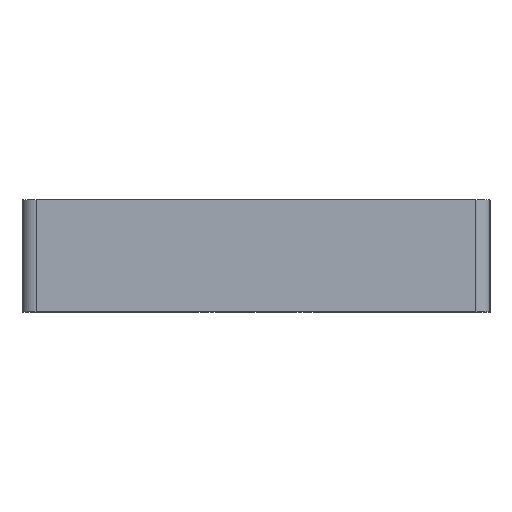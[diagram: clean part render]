
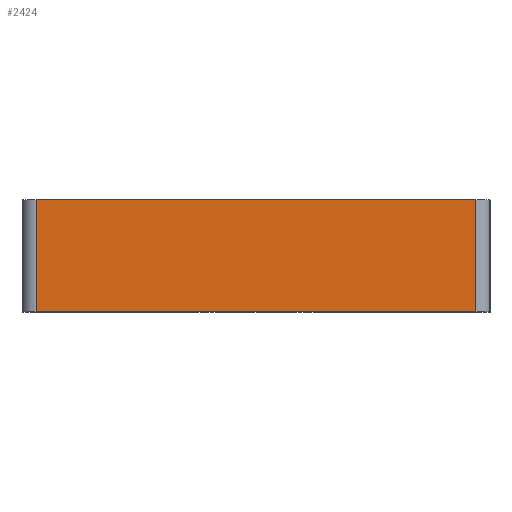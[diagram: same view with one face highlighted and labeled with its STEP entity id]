
A CAD part, top view. The second image highlights one B-rep face of the part: STEP entity #2424.
In plain terms, the highlighted planar face has unit normal (0, 0, 1).
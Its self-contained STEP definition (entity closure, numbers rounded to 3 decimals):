
#78=LINE('',#3098,#272);
#244=LINE('',#3576,#438);
#245=LINE('',#3580,#439);
#246=LINE('',#3582,#440);
#272=VECTOR('',#2614,1000.);
#438=VECTOR('',#2992,1000.);
#439=VECTOR('',#2997,1000.);
#440=VECTOR('',#2998,1000.);
#881=ORIENTED_EDGE('',*,*,#1203,.F.);
#882=ORIENTED_EDGE('',*,*,#1205,.T.);
#883=ORIENTED_EDGE('',*,*,#1206,.F.);
#884=ORIENTED_EDGE('',*,*,#990,.F.);
#990=EDGE_CURVE('',#1248,#1249,#78,.T.);
#1203=EDGE_CURVE('',#1391,#1248,#244,.T.);
#1205=EDGE_CURVE('',#1391,#1392,#245,.T.);
#1206=EDGE_CURVE('',#1249,#1392,#246,.F.);
#1248=VERTEX_POINT('',#3097);
#1249=VERTEX_POINT('',#3099);
#1391=VERTEX_POINT('',#3577);
#1392=VERTEX_POINT('',#3581);
#1530=EDGE_LOOP('',(#881,#882,#883,#884));
#1626=FACE_BOUND('',#1530,.T.);
#1695=PLANE('',#2561);
#2424=ADVANCED_FACE('',(#1626),#1695,.F.);
#2561=AXIS2_PLACEMENT_3D('',#3579,#2995,#2996);
#2614=DIRECTION('',(1.,0.,0.));
#2992=DIRECTION('',(0.,1.,0.));
#2995=DIRECTION('',(0.,0.,-1.));
#2996=DIRECTION('',(-1.,0.,0.));
#2997=DIRECTION('',(1.,0.,0.));
#2998=DIRECTION('',(0.,1.,0.));
#3097=CARTESIAN_POINT('',(-7.006,4.,15.369));
#3098=CARTESIAN_POINT('',(-7.006,4.,15.369));
#3099=CARTESIAN_POINT('',(8.694,4.,15.369));
#3576=CARTESIAN_POINT('',(-7.006,0.,15.369));
#3577=CARTESIAN_POINT('',(-7.006,0.,15.369));
#3579=CARTESIAN_POINT('',(8.694,0.,15.369));
#3580=CARTESIAN_POINT('',(-7.006,0.,15.369));
#3581=CARTESIAN_POINT('',(8.694,0.,15.369));
#3582=CARTESIAN_POINT('',(8.694,0.,15.369));
